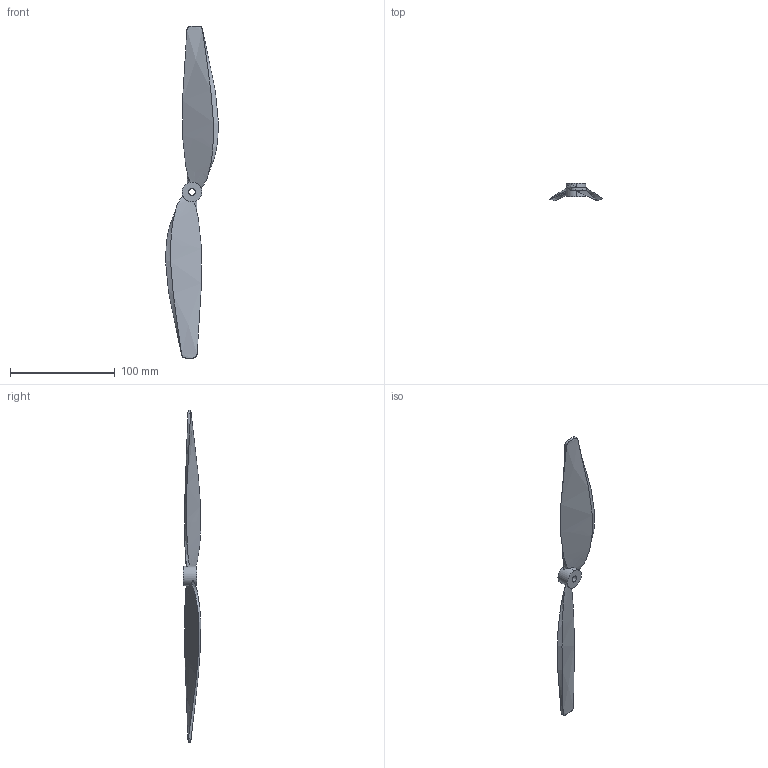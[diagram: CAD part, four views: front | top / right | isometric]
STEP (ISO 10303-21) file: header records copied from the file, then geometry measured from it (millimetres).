
FILE_DESCRIPTION (( 'STEP AP203' ), '1' );
FILE_NAME ('Propellor_Default_sldprt.STEP', '2025-07-23T03:04:21', ( '' ), ( '' ), 'SwSTEP 2.0', 'SolidWorks 2025', '' );
FILE_SCHEMA (( 'CONFIG_CONTROL_DESIGN' ));
Length unit declared in the file: inch
Products named in the file (1): Propellor_Default_sldprt
Bounding box: 50.71 x 16.46 x 317.5 mm (x, y, z)
Volume: 26485.7 mm3; surface area: 19456.2 mm2
Topology: 1 solids, 1 shells, 20 faces, 54 edges, 36 vertices
Faces by surface type: bspline 12, cylinder 4, plane 4
Entity records: 1165 total; most frequent: CARTESIAN_POINT 679, ORIENTED_EDGE 108, EDGE_CURVE 54, DIRECTION 44, VERTEX_POINT 36, B_SPLINE_CURVE_WITH_KNOTS 36, EDGE_LOOP 22, ADVANCED_FACE 20
